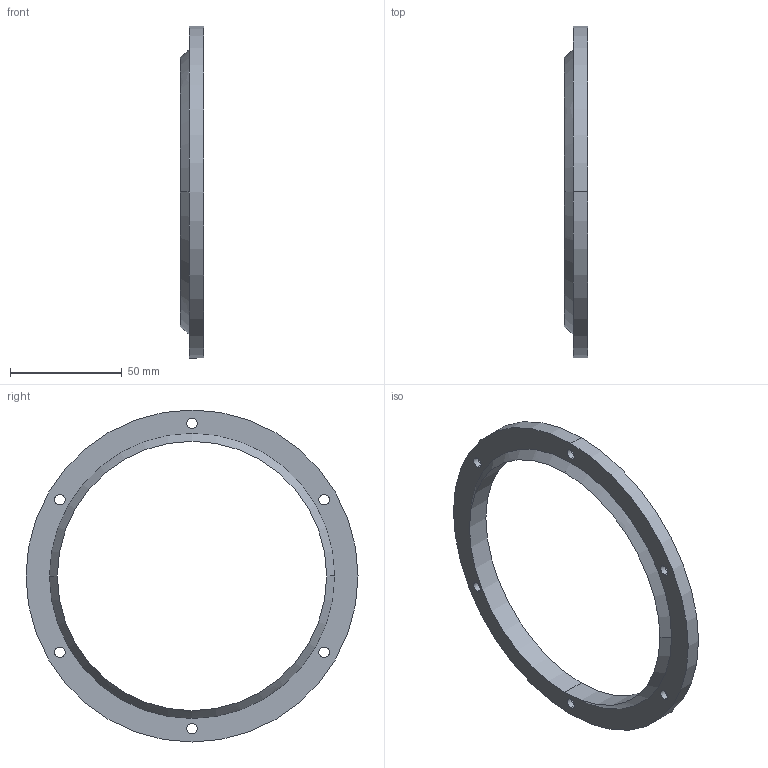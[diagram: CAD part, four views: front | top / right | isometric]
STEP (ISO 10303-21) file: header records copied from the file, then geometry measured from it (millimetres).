
FILE_DESCRIPTION (( 'STEP AP203' ), '1' );
FILE_NAME ('E80_integration.step', '2024-12-20T00:20:10', ( '' ), ( '' ), 'SwSTEP 2.0', 'SolidWorks 2024', '' );
FILE_SCHEMA (( 'CONFIG_CONTROL_DESIGN' ));
Length unit declared in the file: millimetre
Products named in the file (1): E80_integration
Bounding box: 10.4 x 148.4 x 148.4 mm (x, y, z)
Volume: 39723.2 mm3; surface area: 20034.6 mm2
Topology: 1 solids, 1 shells, 38 faces, 90 edges, 60 vertices
Faces by surface type: cylinder 28, plane 8, bspline 2
Entity records: 1261 total; most frequent: CARTESIAN_POINT 225, DIRECTION 222, ORIENTED_EDGE 180, AXIS2_PLACEMENT_3D 97, EDGE_CURVE 90, VERTEX_POINT 60, CIRCLE 60, EDGE_LOOP 58
